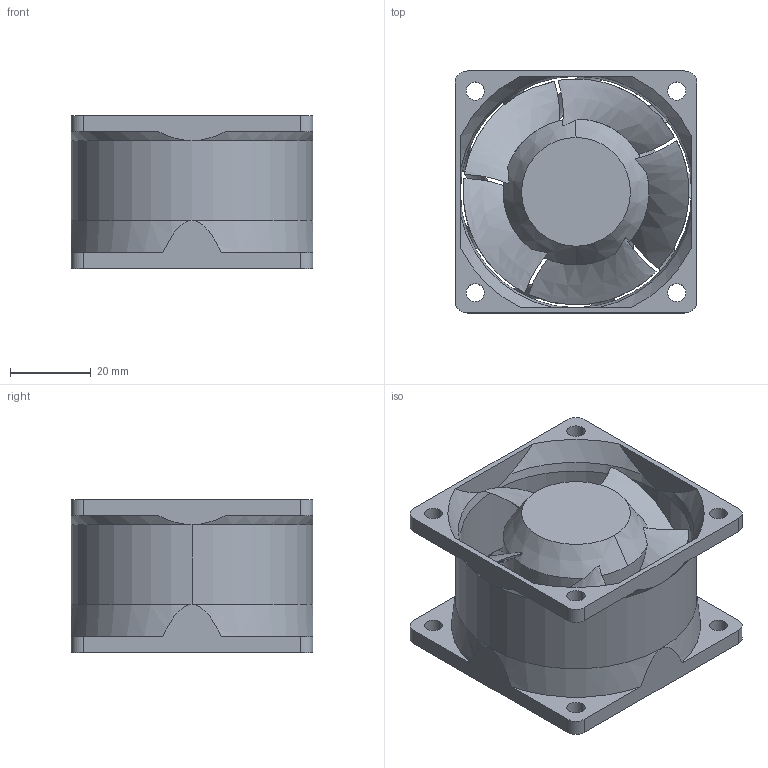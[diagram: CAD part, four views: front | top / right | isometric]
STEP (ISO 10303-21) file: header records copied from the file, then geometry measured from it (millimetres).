
FILE_DESCRIPTION((''),'2;1');
FILE_NAME('ASM0001_ASM','2009-01-15T',('SKY.HUANG'),(''),'PRO/ENGINEER BY PARAMETRIC TECHNOLOGY CORPORATION, 2005310','PRO/ENGINEER BY PARAMETRIC TECHNOLOGY CORPORATION, 2005310','');
FILE_SCHEMA(('CONFIG_CONTROL_DESIGN'));
Length unit declared in the file: millimetre
Products named in the file (3): 638-F2-1; ROTOR; ASM0001_ASM
Assembly tree (2 placements, depth 2):
  ASM0001_ASM
    638-F2-1
    ROTOR
Bounding box: 60 x 60 x 38.13 mm (x, y, z)
Volume: 30113 mm3; surface area: 35319.4 mm2
Topology: 2 solids, 2 shells, 262 faces, 731 edges, 462 vertices
Faces by surface type: cylinder 95, plane 82, cone 41, bspline 38, torus 6
Entity records: 15772 total; most frequent: CARTESIAN_POINT 9207, ORIENTED_EDGE 1452, DIRECTION 1244, EDGE_CURVE 726, AXIS2_PLACEMENT_3D 477, VERTEX_POINT 462, EDGE_LOOP 292, VECTOR 290
